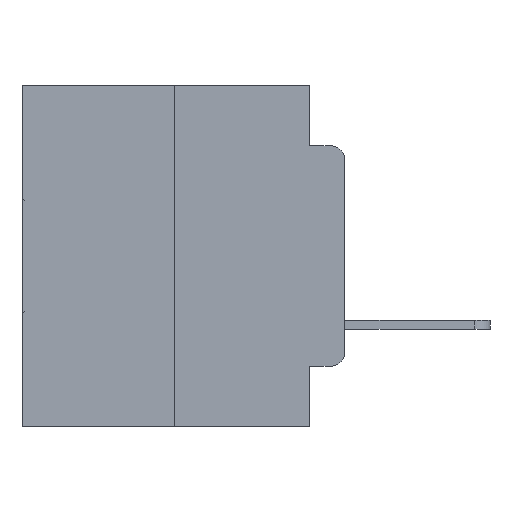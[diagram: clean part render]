
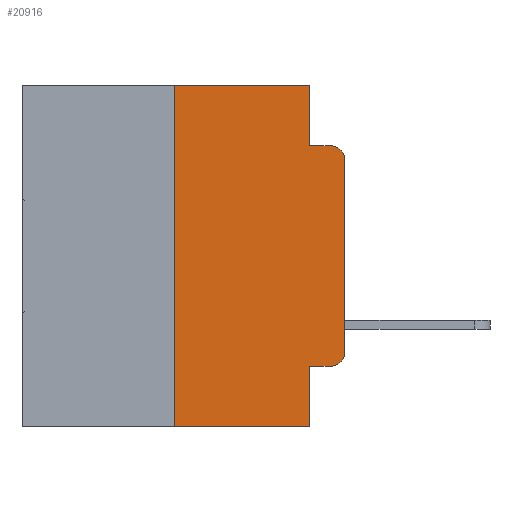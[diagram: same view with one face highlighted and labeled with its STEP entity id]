
A CAD part, left-side view. The second image highlights one B-rep face of the part: STEP entity #20916.
In plain terms, the highlighted planar face has unit normal (-1, 0, 0).
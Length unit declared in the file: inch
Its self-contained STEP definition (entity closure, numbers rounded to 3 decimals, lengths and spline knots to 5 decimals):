
#136 = CARTESIAN_POINT ( 'NONE',  ( 0., 0.051, 0. ) ) ;
#349 = VERTEX_POINT ( 'NONE', #17044 ) ;
#538 = EDGE_CURVE ( 'NONE', #349, #6531, #14774, .T. ) ;
#1092 = VERTEX_POINT ( 'NONE', #18964 ) ;
#1559 = LINE ( 'NONE', #136, #24743 ) ;
#1852 = VECTOR ( 'NONE', #20532, 39.37008 ) ;
#2129 = EDGE_LOOP ( 'NONE', ( #4224, #25468, #3120, #10246, #10998, #6100, #13907, #2737, #9139, #10640 ) ) ;
#2706 = CARTESIAN_POINT ( 'NONE',  ( 0., 0.051, -0.4115 ) ) ;
#2737 = ORIENTED_EDGE ( 'NONE', *, *, #10243, .F. ) ;
#2919 = DIRECTION ( 'NONE',  ( 0., 0., 1. ) ) ;
#3120 = ORIENTED_EDGE ( 'NONE', *, *, #25421, .F. ) ;
#3207 = DIRECTION ( 'NONE',  ( 1., 0., 0. ) ) ;
#3773 = VECTOR ( 'NONE', #13459, 39.37008 ) ;
#3991 = AXIS2_PLACEMENT_3D ( 'NONE', #7890, #3207, #19582 ) ;
#4224 = ORIENTED_EDGE ( 'NONE', *, *, #4815, .T. ) ;
#4815 = EDGE_CURVE ( 'NONE', #6531, #28820, #27387, .T. ) ;
#5621 = FACE_OUTER_BOUND ( 'NONE', #2129, .T. ) ;
#6100 = ORIENTED_EDGE ( 'NONE', *, *, #14896, .F. ) ;
#6209 = VECTOR ( 'NONE', #2919, 39.37008 ) ;
#6531 = VERTEX_POINT ( 'NONE', #26258 ) ;
#6931 = DIRECTION ( 'NONE',  ( -1., 0., 0. ) ) ;
#6987 = EDGE_CURVE ( 'NONE', #27398, #349, #24231, .T. ) ;
#7173 = VECTOR ( 'NONE', #14998, 39.37008 ) ;
#7630 = VERTEX_POINT ( 'NONE', #18127 ) ;
#7683 = AXIS2_PLACEMENT_3D ( 'NONE', #20903, #6931, #23102 ) ;
#7890 = CARTESIAN_POINT ( 'NONE',  ( 0., 0.473, 0. ) ) ;
#8030 = VERTEX_POINT ( 'NONE', #23828 ) ;
#8669 = CARTESIAN_POINT ( 'NONE',  ( 0., 0.051, -0.0885 ) ) ;
#9139 = ORIENTED_EDGE ( 'NONE', *, *, #6987, .T. ) ;
#10243 = EDGE_CURVE ( 'NONE', #27398, #11272, #1559, .T. ) ;
#10246 = ORIENTED_EDGE ( 'NONE', *, *, #18004, .F. ) ;
#10404 = DIRECTION ( 'NONE',  ( 0., 0., -1. ) ) ;
#10408 = DIRECTION ( 'NONE',  ( -1., 0., 0. ) ) ;
#10625 = CARTESIAN_POINT ( 'NONE',  ( 0., 0.051, -0.0885 ) ) ;
#10640 = ORIENTED_EDGE ( 'NONE', *, *, #538, .T. ) ;
#10998 = ORIENTED_EDGE ( 'NONE', *, *, #13365, .F. ) ;
#11256 = DIRECTION ( 'NONE',  ( 0., -1., 0. ) ) ;
#11272 = VERTEX_POINT ( 'NONE', #18324 ) ;
#12569 = LINE ( 'NONE', #25864, #6209 ) ;
#13322 = VERTEX_POINT ( 'NONE', #8669 ) ;
#13365 = EDGE_CURVE ( 'NONE', #24847, #7630, #14455, .T. ) ;
#13459 = DIRECTION ( 'NONE',  ( 0., 0., 1. ) ) ;
#13907 = ORIENTED_EDGE ( 'NONE', *, *, #27558, .T. ) ;
#14097 = LINE ( 'NONE', #15908, #25318 ) ;
#14455 = LINE ( 'NONE', #20424, #1852 ) ;
#14774 = CIRCLE ( 'NONE', #18257, 0.02 ) ;
#14896 = EDGE_CURVE ( 'NONE', #1092, #24847, #12569, .T. ) ;
#14998 = DIRECTION ( 'NONE',  ( 0., 0., -1. ) ) ;
#15908 = CARTESIAN_POINT ( 'NONE',  ( 0., 0.473, -0.5 ) ) ;
#16020 = LINE ( 'NONE', #10625, #27072 ) ;
#17044 = CARTESIAN_POINT ( 'NONE',  ( 0., 0.02, -0.4115 ) ) ;
#17233 = PLANE ( 'NONE',  #3991 ) ;
#18004 = EDGE_CURVE ( 'NONE', #7630, #13322, #26104, .T. ) ;
#18076 = CARTESIAN_POINT ( 'NONE',  ( 0., 0., 0. ) ) ;
#18127 = CARTESIAN_POINT ( 'NONE',  ( 0., 0.051, 0. ) ) ;
#18257 = AXIS2_PLACEMENT_3D ( 'NONE', #19159, #10408, #10404 ) ;
#18324 = CARTESIAN_POINT ( 'NONE',  ( 0., 0.051, -0.5 ) ) ;
#18964 = CARTESIAN_POINT ( 'NONE',  ( 0., 0.25, -0.5 ) ) ;
#19023 = VECTOR ( 'NONE', #19113, 39.37008 ) ;
#19113 = DIRECTION ( 'NONE',  ( 0., -1., 0. ) ) ;
#19159 = CARTESIAN_POINT ( 'NONE',  ( 0., 0.02, -0.3915 ) ) ;
#19582 = DIRECTION ( 'NONE',  ( 0., 0., -1. ) ) ;
#20424 = CARTESIAN_POINT ( 'NONE',  ( 0., 0.473, 0. ) ) ;
#20532 = DIRECTION ( 'NONE',  ( 0., -1., 0. ) ) ;
#20903 = CARTESIAN_POINT ( 'NONE',  ( 0., 0.02, -0.1085 ) ) ;
#20916 = ADVANCED_FACE ( 'NONE', ( #5621 ), #17233, .F. ) ;
#23102 = DIRECTION ( 'NONE',  ( 0., 0., -1. ) ) ;
#23425 = DIRECTION ( 'NONE',  ( 0., 0., -1. ) ) ;
#23828 = CARTESIAN_POINT ( 'NONE',  ( 0., 0.02, -0.0885 ) ) ;
#23960 = CARTESIAN_POINT ( 'NONE',  ( 0., 0.051, 0. ) ) ;
#24195 = DIRECTION ( 'NONE',  ( 0., -1., 0. ) ) ;
#24231 = LINE ( 'NONE', #2706, #19023 ) ;
#24504 = CARTESIAN_POINT ( 'NONE',  ( 0., 0.25, 0. ) ) ;
#24743 = VECTOR ( 'NONE', #23425, 39.37008 ) ;
#24847 = VERTEX_POINT ( 'NONE', #24504 ) ;
#25318 = VECTOR ( 'NONE', #11256, 39.37008 ) ;
#25421 = EDGE_CURVE ( 'NONE', #13322, #8030, #16020, .T. ) ;
#25468 = ORIENTED_EDGE ( 'NONE', *, *, #26832, .T. ) ;
#25864 = CARTESIAN_POINT ( 'NONE',  ( 0., 0.25, 0. ) ) ;
#26104 = LINE ( 'NONE', #23960, #7173 ) ;
#26258 = CARTESIAN_POINT ( 'NONE',  ( 0., 0., -0.3915 ) ) ;
#26832 = EDGE_CURVE ( 'NONE', #28820, #8030, #29270, .T. ) ;
#27072 = VECTOR ( 'NONE', #24195, 39.37008 ) ;
#27387 = LINE ( 'NONE', #18076, #3773 ) ;
#27398 = VERTEX_POINT ( 'NONE', #28385 ) ;
#27558 = EDGE_CURVE ( 'NONE', #1092, #11272, #14097, .T. ) ;
#28385 = CARTESIAN_POINT ( 'NONE',  ( 0., 0.051, -0.4115 ) ) ;
#28820 = VERTEX_POINT ( 'NONE', #29416 ) ;
#29270 = CIRCLE ( 'NONE', #7683, 0.02 ) ;
#29416 = CARTESIAN_POINT ( 'NONE',  ( 0., 0., -0.1085 ) ) ;
